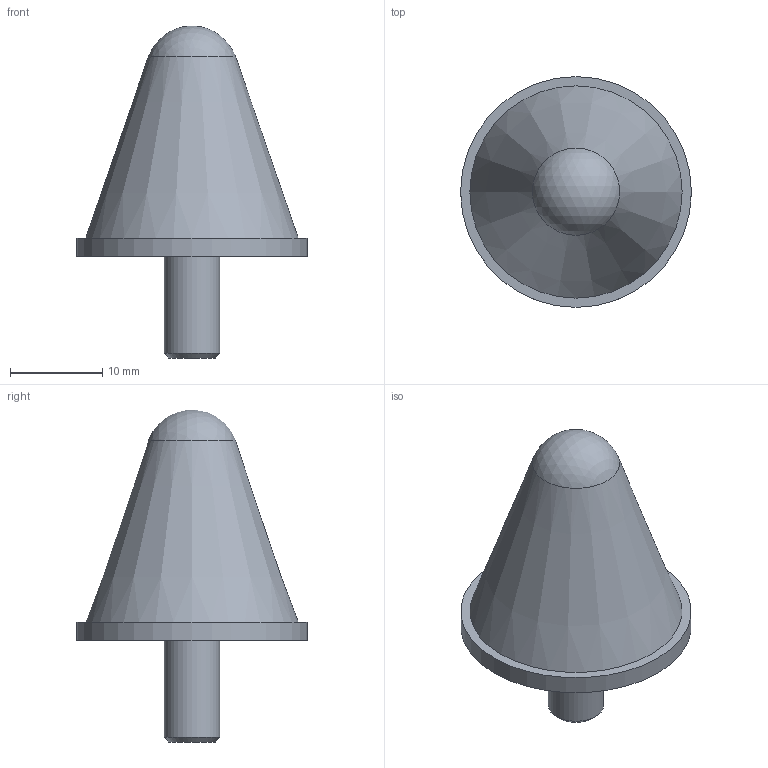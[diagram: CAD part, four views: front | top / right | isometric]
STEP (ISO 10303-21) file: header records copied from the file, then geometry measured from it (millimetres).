
FILE_DESCRIPTION((''),'2;1');
FILE_NAME('620012.ipt.stp','2010-09-05T12:22:52',(''),(''),'Autodesk Inventor 2010','Autodesk Inventor 2010','');
FILE_SCHEMA(('AUTOMOTIVE_DESIGN { 1 0 10303 214 1 1 1 1 }'));
Length unit declared in the file: millimetre
Products named in the file (1): 620012
Bounding box: 25 x 25 x 35.97 mm (x, y, z)
Volume: 5727.9 mm3; surface area: 3266.7 mm2
Topology: 2 solids, 2 shells, 13 faces, 20 edges, 13 vertices
Faces by surface type: plane 5, cylinder 3, cone 2, bspline 2, sphere 1
Full cylindrical faces by diameter (mm): 6 x2, 25 x1
Entity records: 326 total; most frequent: CARTESIAN_POINT 70, DIRECTION 46, AXIS2_PLACEMENT_3D 23, ORIENTED_EDGE 22, EDGE_LOOP 22, STYLED_ITEM 15, FACE_OUTER_BOUND 13, ADVANCED_FACE 13
